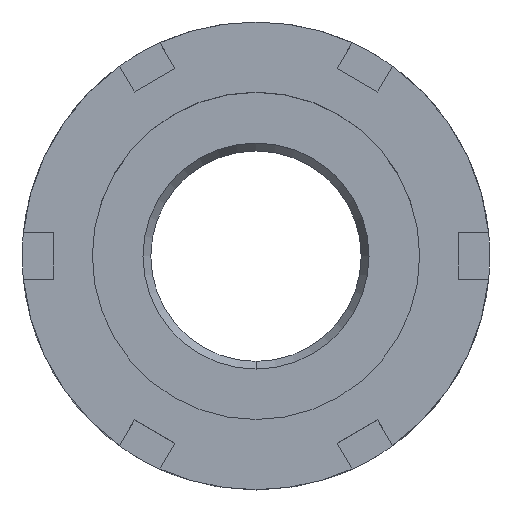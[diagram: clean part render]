
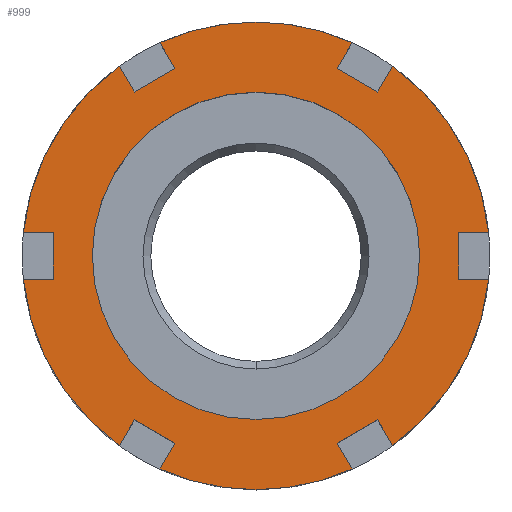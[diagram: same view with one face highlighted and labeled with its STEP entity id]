
A CAD part, top view. The second image highlights one B-rep face of the part: STEP entity #999.
In plain terms, the highlighted planar face has unit normal (0, 0, 1).
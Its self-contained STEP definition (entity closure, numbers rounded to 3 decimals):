
#17=DIRECTION('',(-0.5,-0.866,0.));
#18=VECTOR('',#17,1.925);
#19=CARTESIAN_POINT('',(6.163,13.675,0.));
#20=LINE('',#19,#18);
#25=DIRECTION('',(0.866,-0.5,0.));
#26=VECTOR('',#25,3.);
#27=CARTESIAN_POINT('',(5.201,12.008,0.));
#28=LINE('',#27,#26);
#32=DIRECTION('',(0.5,0.866,0.));
#33=VECTOR('',#32,1.925);
#34=CARTESIAN_POINT('',(7.799,10.508,0.));
#35=LINE('',#34,#33);
#39=CARTESIAN_POINT('',(0.,0.,0.));
#40=DIRECTION('',(0.,0.,-1.));
#41=DIRECTION('',(0.584,0.812,0.));
#42=AXIS2_PLACEMENT_3D('',#39,#40,#41);
#47=CARTESIAN_POINT('',(0.,0.,0.));
#48=DIRECTION('',(0.,0.,-1.));
#49=DIRECTION('',(0.995,-0.1,0.));
#50=AXIS2_PLACEMENT_3D('',#47,#48,#49);
#55=DIRECTION('',(-0.5,0.866,0.));
#56=VECTOR('',#55,1.925);
#57=CARTESIAN_POINT('',(8.761,-12.175,0.));
#58=LINE('',#57,#56);
#62=DIRECTION('',(-0.866,-0.5,0.));
#63=VECTOR('',#62,3.);
#64=CARTESIAN_POINT('',(7.799,-10.508,0.));
#65=LINE('',#64,#63);
#69=DIRECTION('',(0.5,-0.866,0.));
#70=VECTOR('',#69,1.925);
#71=CARTESIAN_POINT('',(5.201,-12.008,0.));
#72=LINE('',#71,#70);
#76=CARTESIAN_POINT('',(0.,0.,0.));
#77=DIRECTION('',(0.,0.,-1.));
#78=DIRECTION('',(0.411,-0.912,0.));
#79=AXIS2_PLACEMENT_3D('',#76,#77,#78);
#84=CARTESIAN_POINT('',(0.,0.,0.));
#85=DIRECTION('',(0.,0.,-1.));
#86=DIRECTION('',(0.,-1.,0.));
#87=AXIS2_PLACEMENT_3D('',#84,#85,#86);
#92=DIRECTION('',(0.5,0.866,0.));
#93=VECTOR('',#92,1.925);
#94=CARTESIAN_POINT('',(-6.163,-13.675,0.));
#95=LINE('',#94,#93);
#99=DIRECTION('',(-0.866,0.5,0.));
#100=VECTOR('',#99,3.);
#101=CARTESIAN_POINT('',(-5.201,-12.008,0.));
#102=LINE('',#101,#100);
#106=DIRECTION('',(-0.5,-0.866,0.));
#107=VECTOR('',#106,1.925);
#108=CARTESIAN_POINT('',(-7.799,-10.508,0.));
#109=LINE('',#108,#107);
#113=CARTESIAN_POINT('',(0.,0.,0.));
#114=DIRECTION('',(0.,0.,-1.));
#115=DIRECTION('',(-0.584,-0.812,0.));
#116=AXIS2_PLACEMENT_3D('',#113,#114,#115);
#121=CARTESIAN_POINT('',(0.,0.,0.));
#122=DIRECTION('',(0.,0.,-1.));
#123=DIRECTION('',(-0.995,0.1,0.));
#124=AXIS2_PLACEMENT_3D('',#121,#122,#123);
#129=DIRECTION('',(0.5,-0.866,0.));
#130=VECTOR('',#129,1.925);
#131=CARTESIAN_POINT('',(-8.761,12.175,0.));
#132=LINE('',#131,#130);
#136=DIRECTION('',(0.866,0.5,0.));
#137=VECTOR('',#136,3.);
#138=CARTESIAN_POINT('',(-7.799,10.508,0.));
#139=LINE('',#138,#137);
#143=DIRECTION('',(-0.5,0.866,0.));
#144=VECTOR('',#143,1.925);
#145=CARTESIAN_POINT('',(-5.201,12.008,0.));
#146=LINE('',#145,#144);
#150=CARTESIAN_POINT('',(0.,0.,0.));
#151=DIRECTION('',(0.,0.,-1.));
#152=DIRECTION('',(-0.411,0.912,0.));
#153=AXIS2_PLACEMENT_3D('',#150,#151,#152);
#158=CARTESIAN_POINT('',(0.,0.,0.));
#159=DIRECTION('',(0.,0.,-1.));
#160=DIRECTION('',(0.,1.,0.));
#161=AXIS2_PLACEMENT_3D('',#158,#159,#160);
#166=CARTESIAN_POINT('',(0.,0.,0.));
#167=DIRECTION('',(0.,0.,1.));
#168=DIRECTION('',(0.,-1.,0.));
#169=AXIS2_PLACEMENT_3D('',#166,#167,#168);
#174=CARTESIAN_POINT('',(0.,0.,0.));
#175=DIRECTION('',(0.,0.,1.));
#176=DIRECTION('',(0.,1.,0.));
#177=AXIS2_PLACEMENT_3D('',#174,#175,#176);
#366=DIRECTION('',(1.,0.,0.));
#367=VECTOR('',#366,1.925);
#368=CARTESIAN_POINT('',(-14.925,1.5,0.));
#369=LINE('',#368,#367);
#373=DIRECTION('',(0.,-1.,0.));
#374=VECTOR('',#373,3.);
#375=CARTESIAN_POINT('',(-13.,1.5,0.));
#376=LINE('',#375,#374);
#387=DIRECTION('',(-1.,0.,0.));
#388=VECTOR('',#387,1.925);
#389=CARTESIAN_POINT('',(-13.,-1.5,0.));
#390=LINE('',#389,#388);
#730=DIRECTION('',(-1.,0.,0.));
#731=VECTOR('',#730,1.925);
#732=CARTESIAN_POINT('',(14.925,-1.5,0.));
#733=LINE('',#732,#731);
#737=DIRECTION('',(0.,1.,0.));
#738=VECTOR('',#737,3.);
#739=CARTESIAN_POINT('',(13.,-1.5,0.));
#740=LINE('',#739,#738);
#758=DIRECTION('',(1.,0.,0.));
#759=VECTOR('',#758,1.925);
#760=CARTESIAN_POINT('',(13.,1.5,0.));
#761=LINE('',#760,#759);
#794=CARTESIAN_POINT('',(6.163,13.675,0.));
#795=CARTESIAN_POINT('',(5.201,12.008,0.));
#796=VERTEX_POINT('',#794);
#797=VERTEX_POINT('',#795);
#798=CARTESIAN_POINT('',(7.799,10.508,0.));
#799=VERTEX_POINT('',#798);
#800=CARTESIAN_POINT('',(8.761,12.175,0.));
#801=VERTEX_POINT('',#800);
#802=CARTESIAN_POINT('',(14.925,1.5,0.));
#803=VERTEX_POINT('',#802);
#804=CARTESIAN_POINT('',(13.,1.5,0.));
#805=VERTEX_POINT('',#804);
#806=CARTESIAN_POINT('',(13.,-1.5,0.));
#807=VERTEX_POINT('',#806);
#808=CARTESIAN_POINT('',(14.925,-1.5,0.));
#809=VERTEX_POINT('',#808);
#810=CARTESIAN_POINT('',(8.761,-12.175,0.));
#811=VERTEX_POINT('',#810);
#812=CARTESIAN_POINT('',(7.799,-10.508,0.));
#813=VERTEX_POINT('',#812);
#814=CARTESIAN_POINT('',(5.201,-12.008,0.));
#815=VERTEX_POINT('',#814);
#816=CARTESIAN_POINT('',(6.163,-13.675,0.));
#817=VERTEX_POINT('',#816);
#818=CARTESIAN_POINT('',(0.,-15.,0.));
#819=VERTEX_POINT('',#818);
#820=CARTESIAN_POINT('',(-6.163,-13.675,0.));
#821=VERTEX_POINT('',#820);
#822=CARTESIAN_POINT('',(-5.201,-12.008,0.));
#823=VERTEX_POINT('',#822);
#824=CARTESIAN_POINT('',(-7.799,-10.508,0.));
#825=VERTEX_POINT('',#824);
#826=CARTESIAN_POINT('',(-8.761,-12.175,0.));
#827=VERTEX_POINT('',#826);
#828=CARTESIAN_POINT('',(-14.925,-1.5,0.));
#829=VERTEX_POINT('',#828);
#830=CARTESIAN_POINT('',(-13.,-1.5,0.));
#831=VERTEX_POINT('',#830);
#832=CARTESIAN_POINT('',(-13.,1.5,0.));
#833=VERTEX_POINT('',#832);
#834=CARTESIAN_POINT('',(-14.925,1.5,0.));
#835=VERTEX_POINT('',#834);
#836=CARTESIAN_POINT('',(-8.761,12.175,0.));
#837=VERTEX_POINT('',#836);
#838=CARTESIAN_POINT('',(-7.799,10.508,0.));
#839=VERTEX_POINT('',#838);
#840=CARTESIAN_POINT('',(-5.201,12.008,0.));
#841=VERTEX_POINT('',#840);
#842=CARTESIAN_POINT('',(-6.163,13.675,0.));
#843=VERTEX_POINT('',#842);
#844=CARTESIAN_POINT('',(0.,15.,0.));
#845=VERTEX_POINT('',#844);
#846=CARTESIAN_POINT('',(0.,-10.5,0.));
#847=CARTESIAN_POINT('',(0.,10.5,0.));
#848=VERTEX_POINT('',#846);
#849=VERTEX_POINT('',#847);
#934=CARTESIAN_POINT('',(0.,0.,0.));
#935=DIRECTION('',(0.,0.,-1.));
#936=DIRECTION('',(0.,-1.,0.));
#937=AXIS2_PLACEMENT_3D('',#934,#935,#936);
#938=PLANE('',#937);
#940=ORIENTED_EDGE('',*,*,#939,.T.);
#942=ORIENTED_EDGE('',*,*,#941,.T.);
#944=ORIENTED_EDGE('',*,*,#943,.T.);
#946=ORIENTED_EDGE('',*,*,#945,.T.);
#948=ORIENTED_EDGE('',*,*,#947,.F.);
#950=ORIENTED_EDGE('',*,*,#949,.F.);
#952=ORIENTED_EDGE('',*,*,#951,.F.);
#954=ORIENTED_EDGE('',*,*,#953,.T.);
#956=ORIENTED_EDGE('',*,*,#955,.T.);
#958=ORIENTED_EDGE('',*,*,#957,.T.);
#960=ORIENTED_EDGE('',*,*,#959,.T.);
#962=ORIENTED_EDGE('',*,*,#961,.T.);
#964=ORIENTED_EDGE('',*,*,#963,.T.);
#966=ORIENTED_EDGE('',*,*,#965,.T.);
#968=ORIENTED_EDGE('',*,*,#967,.T.);
#970=ORIENTED_EDGE('',*,*,#969,.T.);
#972=ORIENTED_EDGE('',*,*,#971,.T.);
#974=ORIENTED_EDGE('',*,*,#973,.F.);
#976=ORIENTED_EDGE('',*,*,#975,.F.);
#978=ORIENTED_EDGE('',*,*,#977,.F.);
#980=ORIENTED_EDGE('',*,*,#979,.T.);
#982=ORIENTED_EDGE('',*,*,#981,.T.);
#984=ORIENTED_EDGE('',*,*,#983,.T.);
#986=ORIENTED_EDGE('',*,*,#985,.T.);
#988=ORIENTED_EDGE('',*,*,#987,.T.);
#990=ORIENTED_EDGE('',*,*,#989,.T.);
#991=EDGE_LOOP('',(#940,#942,#944,#946,#948,#950,#952,#954,#956,#958,#960,#962,
#964,#966,#968,#970,#972,#974,#976,#978,#980,#982,#984,#986,#988,#990));
#992=FACE_OUTER_BOUND('',#991,.F.);
#994=ORIENTED_EDGE('',*,*,#993,.T.);
#996=ORIENTED_EDGE('',*,*,#995,.T.);
#997=EDGE_LOOP('',(#994,#996));
#998=FACE_BOUND('',#997,.F.);
#43=CIRCLE('',#42,15.);
#51=CIRCLE('',#50,15.);
#80=CIRCLE('',#79,15.);
#88=CIRCLE('',#87,15.);
#117=CIRCLE('',#116,15.);
#125=CIRCLE('',#124,15.);
#154=CIRCLE('',#153,15.);
#162=CIRCLE('',#161,15.);
#170=CIRCLE('',#169,10.5);
#178=CIRCLE('',#177,10.5);
#939=EDGE_CURVE('',#796,#797,#20,.T.);
#941=EDGE_CURVE('',#797,#799,#28,.T.);
#943=EDGE_CURVE('',#799,#801,#35,.T.);
#945=EDGE_CURVE('',#801,#803,#43,.T.);
#947=EDGE_CURVE('',#805,#803,#761,.T.);
#949=EDGE_CURVE('',#807,#805,#740,.T.);
#951=EDGE_CURVE('',#809,#807,#733,.T.);
#953=EDGE_CURVE('',#809,#811,#51,.T.);
#955=EDGE_CURVE('',#811,#813,#58,.T.);
#957=EDGE_CURVE('',#813,#815,#65,.T.);
#959=EDGE_CURVE('',#815,#817,#72,.T.);
#961=EDGE_CURVE('',#817,#819,#80,.T.);
#963=EDGE_CURVE('',#819,#821,#88,.T.);
#965=EDGE_CURVE('',#821,#823,#95,.T.);
#967=EDGE_CURVE('',#823,#825,#102,.T.);
#969=EDGE_CURVE('',#825,#827,#109,.T.);
#971=EDGE_CURVE('',#827,#829,#117,.T.);
#973=EDGE_CURVE('',#831,#829,#390,.T.);
#975=EDGE_CURVE('',#833,#831,#376,.T.);
#977=EDGE_CURVE('',#835,#833,#369,.T.);
#979=EDGE_CURVE('',#835,#837,#125,.T.);
#981=EDGE_CURVE('',#837,#839,#132,.T.);
#983=EDGE_CURVE('',#839,#841,#139,.T.);
#985=EDGE_CURVE('',#841,#843,#146,.T.);
#987=EDGE_CURVE('',#843,#845,#154,.T.);
#989=EDGE_CURVE('',#845,#796,#162,.T.);
#993=EDGE_CURVE('',#848,#849,#170,.T.);
#995=EDGE_CURVE('',#849,#848,#178,.T.);
#999=ADVANCED_FACE('',(#992,#998),#938,.F.);
